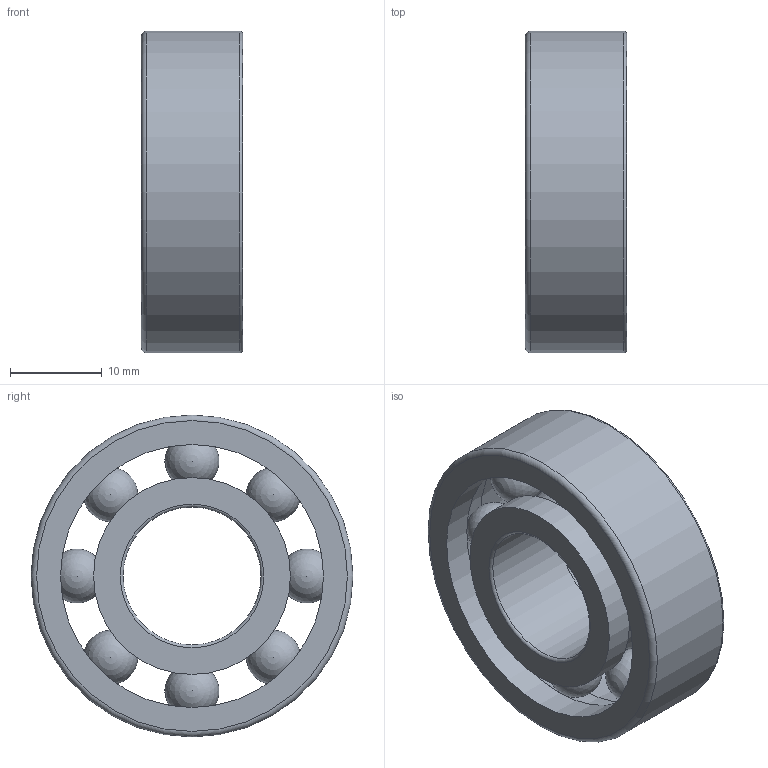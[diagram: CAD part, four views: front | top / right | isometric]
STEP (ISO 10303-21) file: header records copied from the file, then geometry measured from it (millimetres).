
FILE_DESCRIPTION(/* description */ ('STEP AP214'),/* implementation_level */ '2;1');
FILE_NAME(/* name */ '7202B',/* time_stamp */ '2025-09-23T17:09:07+02:00',/* author */ ('License CC BY-ND 4.0'),/* organization */ ('CADENAS'),/* preprocessor_version */ 'ST-DEVELOPER v19.3',/* originating_system */ 'PARTsolutions',/* authorisation */ ' ');
FILE_SCHEMA (('AUTOMOTIVE_DESIGN {1 0 10303 214 3 1 1}'));
Length unit declared in the file: millimetre
Products named in the file (4): 7202B; 7202B0 Inner ring; 7202B0 Outer ring; 7202B0 Ball
Assembly tree (10 placements, depth 2):
  7202B
    7202B0 Inner ring
    7202B0 Outer ring
    7202B0 Ball  x8
Bounding box: 11 x 35 x 35 mm (x, y, z)
Volume: 5249.9 mm3; surface area: 5247.4 mm2
Topology: 10 solids, 10 shells, 24 faces, 52 edges, 32 vertices
Faces by surface type: sphere 8, torus 6, cylinder 5, plane 4, cone 1
Full cylindrical faces by diameter (mm): 15 x1, 21.4 x2, 28.6 x1, 35 x1
Entity records: 503 total; most frequent: DIRECTION 88, CARTESIAN_POINT 61, AXIS2_PLACEMENT_3D 44, FACE_BOUND 33, ORIENTED_EDGE 32, EDGE_LOOP 32, VERTEX_POINT 17, ADVANCED_FACE 17
